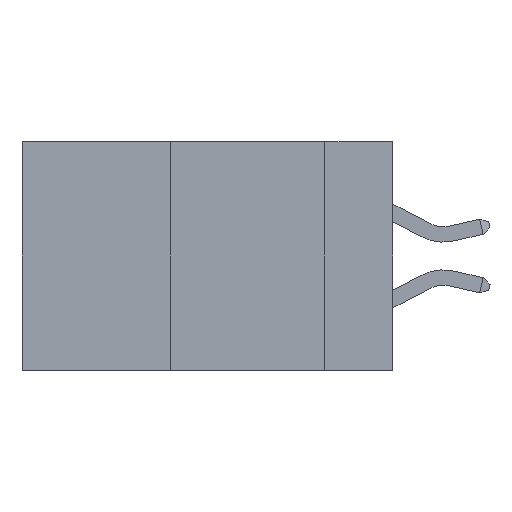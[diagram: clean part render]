
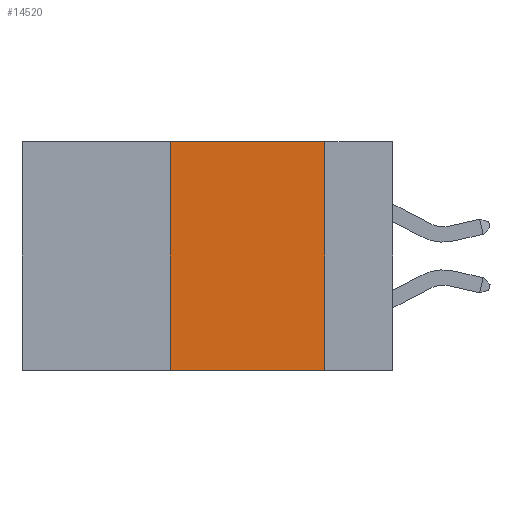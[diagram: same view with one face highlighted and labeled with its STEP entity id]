
A CAD part, left-side view. The second image highlights one B-rep face of the part: STEP entity #14520.
In plain terms, the highlighted planar face has unit normal (-1, 0, 0).
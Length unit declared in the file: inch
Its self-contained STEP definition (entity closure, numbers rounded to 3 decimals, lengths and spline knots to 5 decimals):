
#350 = CARTESIAN_POINT ( 'NONE',  ( 0., 0.36, 0. ) ) ;
#1048 = VERTEX_POINT ( 'NONE', #350 ) ;
#1535 = CARTESIAN_POINT ( 'NONE',  ( 0., 0.6, 0. ) ) ;
#1894 = VERTEX_POINT ( 'NONE', #11349 ) ;
#2505 = LINE ( 'NONE', #7633, #12617 ) ;
#2885 = ORIENTED_EDGE ( 'NONE', *, *, #7883, .F. ) ;
#4775 = EDGE_LOOP ( 'NONE', ( #13785, #2885, #13374, #5022 ) ) ;
#4814 = LINE ( 'NONE', #12721, #7345 ) ;
#5022 = ORIENTED_EDGE ( 'NONE', *, *, #11256, .T. ) ;
#5105 = CARTESIAN_POINT ( 'NONE',  ( 0., 0.11, 0. ) ) ;
#6111 = AXIS2_PLACEMENT_3D ( 'NONE', #13969, #10368, #11382 ) ;
#6305 = DIRECTION ( 'NONE',  ( 0., 0., -1. ) ) ;
#7345 = VECTOR ( 'NONE', #15404, 39.37008 ) ;
#7574 = PLANE ( 'NONE',  #6111 ) ;
#7633 = CARTESIAN_POINT ( 'NONE',  ( 0., 0.6, -0.37 ) ) ;
#7723 = VECTOR ( 'NONE', #14219, 39.37008 ) ;
#7883 = EDGE_CURVE ( 'NONE', #1048, #1894, #12269, .T. ) ;
#8040 = CARTESIAN_POINT ( 'NONE',  ( 0., 0.11, -0.37 ) ) ;
#8136 = CARTESIAN_POINT ( 'NONE',  ( 0., 0.36, -0.37 ) ) ;
#8307 = VECTOR ( 'NONE', #6305, 39.37008 ) ;
#8588 = VERTEX_POINT ( 'NONE', #8040 ) ;
#9656 = EDGE_CURVE ( 'NONE', #9793, #1048, #4814, .T. ) ;
#9793 = VERTEX_POINT ( 'NONE', #8136 ) ;
#10284 = LINE ( 'NONE', #5105, #8307 ) ;
#10368 = DIRECTION ( 'NONE',  ( 1., 0., 0. ) ) ;
#11130 = FACE_OUTER_BOUND ( 'NONE', #4775, .T. ) ;
#11256 = EDGE_CURVE ( 'NONE', #9793, #8588, #2505, .T. ) ;
#11349 = CARTESIAN_POINT ( 'NONE',  ( 0., 0.11, 0. ) ) ;
#11382 = DIRECTION ( 'NONE',  ( 0., 0., -1. ) ) ;
#12269 = LINE ( 'NONE', #1535, #7723 ) ;
#12617 = VECTOR ( 'NONE', #13855, 39.37008 ) ;
#12721 = CARTESIAN_POINT ( 'NONE',  ( 0., 0.36, 0. ) ) ;
#13374 = ORIENTED_EDGE ( 'NONE', *, *, #9656, .F. ) ;
#13785 = ORIENTED_EDGE ( 'NONE', *, *, #15558, .F. ) ;
#13855 = DIRECTION ( 'NONE',  ( 0., -1., 0. ) ) ;
#13969 = CARTESIAN_POINT ( 'NONE',  ( 0., 0.6, 0. ) ) ;
#14219 = DIRECTION ( 'NONE',  ( 0., -1., 0. ) ) ;
#14520 = ADVANCED_FACE ( 'NONE', ( #11130 ), #7574, .F. ) ;
#15404 = DIRECTION ( 'NONE',  ( 0., 0., 1. ) ) ;
#15558 = EDGE_CURVE ( 'NONE', #1894, #8588, #10284, .T. ) ;
